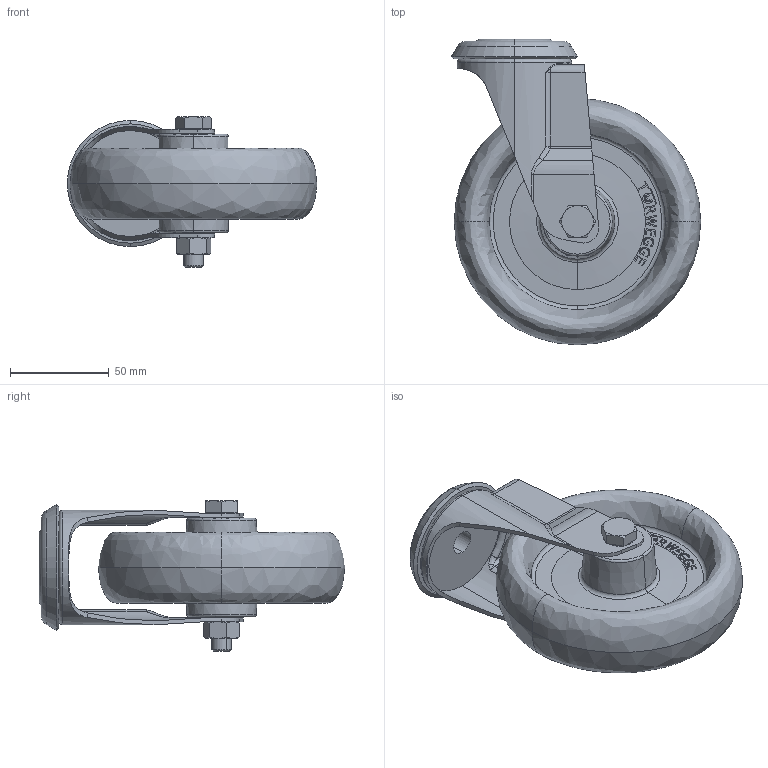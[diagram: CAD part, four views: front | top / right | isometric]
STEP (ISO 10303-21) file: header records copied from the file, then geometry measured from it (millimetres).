
FILE_DESCRIPTION (( 'STEP AP214' ), '1' );
FILE_NAME ('0023407.step', '2022-09-30T09:52:39', ( '' ), ( '' ), 'SwSTEP 2.0', 'SolidWorks 2020', '' );
FILE_SCHEMA (( 'AUTOMOTIVE_DESIGN' ));
Length unit declared in the file: millimetre
Products named in the file (1): 0023407
Bounding box: 126.5 x 155 x 76.4 mm (x, y, z)
Volume: 301138.7 mm3; surface area: 79891.7 mm2
Topology: 17 solids, 17 shells, 359 faces, 847 edges, 526 vertices
Faces by surface type: plane 162, cylinder 62, bspline 51, cone 42, torus 38, sphere 4
Entity records: 15682 total; most frequent: CARTESIAN_POINT 3623, ORIENTED_EDGE 1686, DIRECTION 1553, EDGE_CURVE 843, AXIS2_PLACEMENT_3D 560, VERTEX_POINT 526, VECTOR 433, LINE 433
